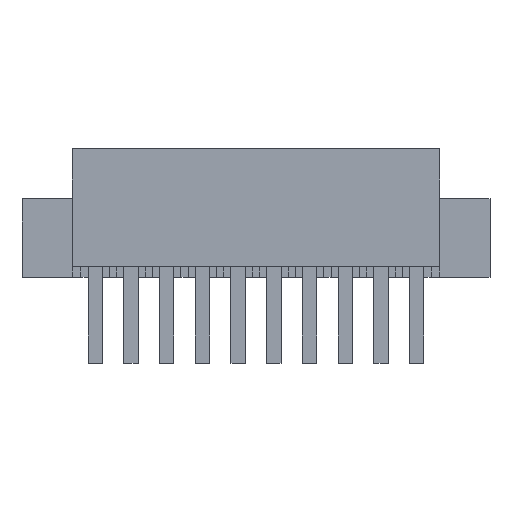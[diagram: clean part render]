
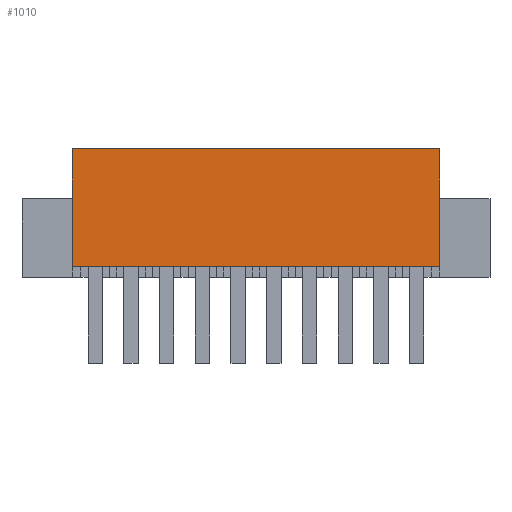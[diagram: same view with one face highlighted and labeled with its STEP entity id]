
A CAD part, top view. The second image highlights one B-rep face of the part: STEP entity #1010.
In plain terms, the highlighted planar face has unit normal (0, 0, 1).
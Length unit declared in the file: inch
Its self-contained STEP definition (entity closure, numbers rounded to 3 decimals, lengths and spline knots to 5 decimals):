
#1010 = ADVANCED_FACE( '', ( #2130 ), #2131, .F. );
#2130 = FACE_OUTER_BOUND( '', #3332, .T. );
#2131 = PLANE( '', #3333 );
#3332 = EDGE_LOOP( '', ( #6254, #6255, #6256, #6257 ) );
#3333 = AXIS2_PLACEMENT_3D( '', #6258, #6259, #6260 );
#6254 = ORIENTED_EDGE( '', *, *, #7388, .F. );
#6255 = ORIENTED_EDGE( '', *, *, #7855, .T. );
#6256 = ORIENTED_EDGE( '', *, *, #7401, .T. );
#6257 = ORIENTED_EDGE( '', *, *, #8261, .F. );
#6258 = CARTESIAN_POINT( '', ( -0.3275, 0.18, 0.06 ) );
#6259 = DIRECTION( '', ( 0., 0., -1. ) );
#6260 = DIRECTION( '', ( -1., 0., 0. ) );
#7388 = EDGE_CURVE( '', #8944, #8946, #8947, .T. );
#7401 = EDGE_CURVE( '', #8969, #8967, #8970, .T. );
#7855 = EDGE_CURVE( '', #8944, #8969, #9671, .T. );
#8261 = EDGE_CURVE( '', #8946, #8967, #10195, .T. );
#8944 = VERTEX_POINT( '', #11128 );
#8946 = VERTEX_POINT( '', #11131 );
#8947 = LINE( '', #11132, #11133 );
#8967 = VERTEX_POINT( '', #11163 );
#8969 = VERTEX_POINT( '', #11166 );
#8970 = LINE( '', #11167, #11168 );
#9671 = LINE( '', #12215, #12216 );
#10195 = LINE( '', #13035, #13036 );
#11128 = CARTESIAN_POINT( '', ( -0.2575, 0.015, 0.06 ) );
#11131 = CARTESIAN_POINT( '', ( -0.2575, 0.18, 0.06 ) );
#11132 = CARTESIAN_POINT( '', ( -0.2575, 0., 0.06 ) );
#11133 = VECTOR( '', #13503, 39.37008 );
#11163 = CARTESIAN_POINT( '', ( 0.2575, 0.18, 0.06 ) );
#11166 = CARTESIAN_POINT( '', ( 0.2575, 0.015, 0.06 ) );
#11167 = CARTESIAN_POINT( '', ( 0.2575, 0., 0.06 ) );
#11168 = VECTOR( '', #13515, 39.37008 );
#12215 = CARTESIAN_POINT( '', ( -0.2575, 0.015, 0.06 ) );
#12216 = VECTOR( '', #13862, 39.37008 );
#13035 = CARTESIAN_POINT( '', ( -0.3275, 0.18, 0.06 ) );
#13036 = VECTOR( '', #14158, 39.37008 );
#13503 = DIRECTION( '', ( 0., 1., 0. ) );
#13515 = DIRECTION( '', ( 0., 1., 0. ) );
#13862 = DIRECTION( '', ( 1., 0., 0. ) );
#14158 = DIRECTION( '', ( 1., 0., 0. ) );
